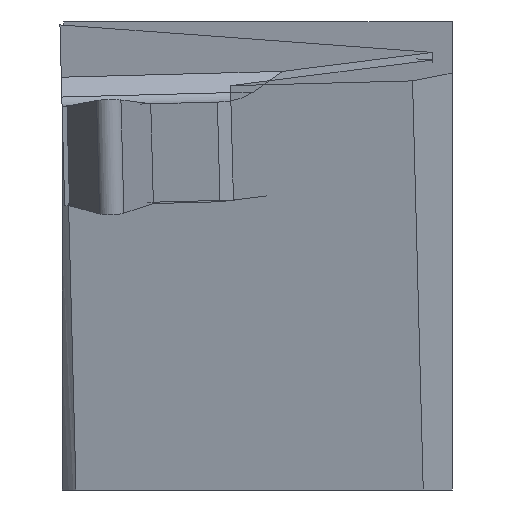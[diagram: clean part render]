
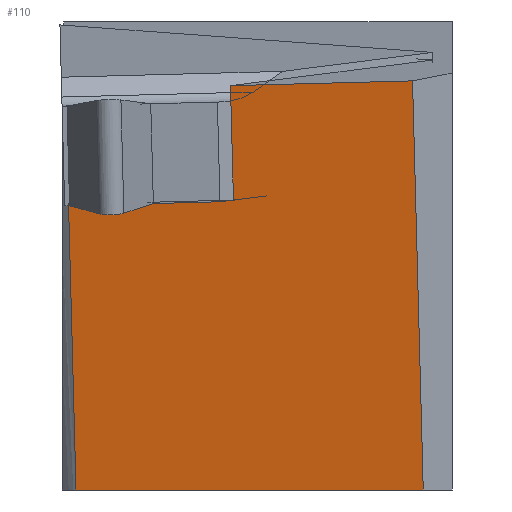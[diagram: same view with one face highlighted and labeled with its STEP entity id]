
A CAD part, left-side view. The second image highlights one B-rep face of the part: STEP entity #110.
In plain terms, the highlighted planar face has unit normal (-0.985, -0.004, -0.174).
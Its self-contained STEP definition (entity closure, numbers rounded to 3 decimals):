
#110=ADVANCED_FACE('',(#165),#139,.F.);
#139=PLANE('',#617);
#165=FACE_OUTER_BOUND('',#194,.T.);
#194=EDGE_LOOP('',(#236,#237,#238,#239,#240,#241));
#236=ORIENTED_EDGE('',*,*,#426,.T.);
#237=ORIENTED_EDGE('',*,*,#424,.F.);
#238=ORIENTED_EDGE('',*,*,#427,.F.);
#239=ORIENTED_EDGE('',*,*,#428,.T.);
#240=ORIENTED_EDGE('',*,*,#413,.F.);
#241=ORIENTED_EDGE('',*,*,#429,.T.);
#366=VERTEX_POINT('',#793);
#367=VERTEX_POINT('',#795);
#376=VERTEX_POINT('',#815);
#377=VERTEX_POINT('',#817);
#378=VERTEX_POINT('',#821);
#379=VERTEX_POINT('',#823);
#413=EDGE_CURVE('',#366,#367,#485,.T.);
#424=EDGE_CURVE('',#376,#377,#496,.T.);
#426=EDGE_CURVE('',#378,#377,#498,.T.);
#427=EDGE_CURVE('',#379,#376,#499,.T.);
#428=EDGE_CURVE('',#379,#367,#500,.T.);
#429=EDGE_CURVE('',#366,#378,#501,.T.);
#485=LINE('',#794,#550);
#496=LINE('',#816,#561);
#498=LINE('',#820,#563);
#499=LINE('',#822,#564);
#500=LINE('',#824,#565);
#501=LINE('',#825,#566);
#550=VECTOR('',#654,1.);
#561=VECTOR('',#667,1.);
#563=VECTOR('',#671,1.);
#564=VECTOR('',#672,1.);
#565=VECTOR('',#673,1.);
#566=VECTOR('',#674,1.);
#617=AXIS2_PLACEMENT_3D('',#826,#675,#676);
#654=DIRECTION('',(0.,-1.,0.026));
#667=DIRECTION('',(-0.174,0.026,0.984));
#671=DIRECTION('',(0.,1.,-0.026));
#672=DIRECTION('',(-0.005,1.,0.));
#673=DIRECTION('',(-0.174,0.026,0.984));
#674=DIRECTION('',(0.174,-0.026,-0.984));
#675=DIRECTION('',(0.985,0.005,0.174));
#676=DIRECTION('',(0.174,0.,-0.985));
#793=CARTESIAN_POINT('',(2.465,5.682,0.368));
#794=CARTESIAN_POINT('',(2.465,9.111,0.278));
#795=CARTESIAN_POINT('',(2.465,1.014,0.49));
#815=CARTESIAN_POINT('',(4.275,9.642,-10.));
#816=CARTESIAN_POINT('',(5.904,9.4,-19.236));
#817=CARTESIAN_POINT('',(2.983,9.834,-2.677));
#820=CARTESIAN_POINT('',(2.983,9.034,-2.656));
#821=CARTESIAN_POINT('',(2.983,5.605,-2.566));
#822=CARTESIAN_POINT('',(4.28,8.593,-10.));
#823=CARTESIAN_POINT('',(4.316,0.739,-10.));
#824=CARTESIAN_POINT('',(5.904,0.504,-19.003));
#825=CARTESIAN_POINT('',(-0.49,6.121,17.123));
#826=CARTESIAN_POINT('',(5.904,8.601,-19.215));
